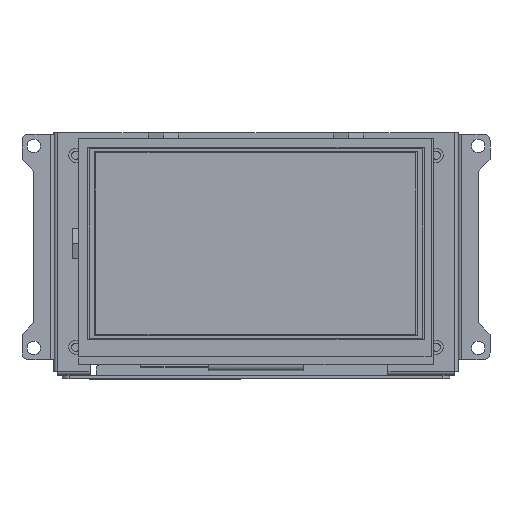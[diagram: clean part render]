
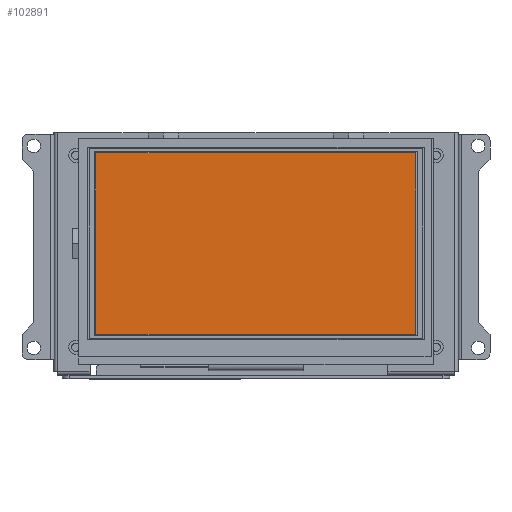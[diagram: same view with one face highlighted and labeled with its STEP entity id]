
A CAD part, top view. The second image highlights one B-rep face of the part: STEP entity #102891.
In plain terms, the highlighted planar face has unit normal (0, 0, 1).
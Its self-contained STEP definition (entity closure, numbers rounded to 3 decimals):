
#5013=FACE_OUTER_BOUND('',#10539,.T.);
#10539=EDGE_LOOP('',(#67443,#67444,#67445,#67446));
#16466=LINE('',#141543,#28996);
#16467=LINE('',#141545,#28997);
#16468=LINE('',#141547,#28998);
#16469=LINE('',#141548,#28999);
#28996=VECTOR('',#115301,10.);
#28997=VECTOR('',#115302,10.);
#28998=VECTOR('',#115303,10.);
#28999=VECTOR('',#115304,10.);
#41526=VERTEX_POINT('',#141541);
#41527=VERTEX_POINT('',#141542);
#41528=VERTEX_POINT('',#141544);
#41529=VERTEX_POINT('',#141546);
#51761=EDGE_CURVE('',#41526,#41527,#16466,.T.);
#51762=EDGE_CURVE('',#41527,#41528,#16467,.T.);
#51763=EDGE_CURVE('',#41528,#41529,#16468,.T.);
#51764=EDGE_CURVE('',#41529,#41526,#16469,.T.);
#67443=ORIENTED_EDGE('',*,*,#51761,.T.);
#67444=ORIENTED_EDGE('',*,*,#51762,.T.);
#67445=ORIENTED_EDGE('',*,*,#51763,.T.);
#67446=ORIENTED_EDGE('',*,*,#51764,.T.);
#98807=PLANE('',#108442);
#102891=ADVANCED_FACE('',(#5013),#98807,.T.);
#108442=AXIS2_PLACEMENT_3D('',#141540,#115299,#115300);
#115299=DIRECTION('center_axis',(0.,0.,1.));
#115300=DIRECTION('ref_axis',(1.,0.,0.));
#115301=DIRECTION('',(0.,1.,0.));
#115302=DIRECTION('',(-1.,0.,0.));
#115303=DIRECTION('',(0.,-1.,0.));
#115304=DIRECTION('',(1.,0.,0.));
#141540=CARTESIAN_POINT('Origin',(-0.05,-2.4,
4.06));
#141541=CARTESIAN_POINT('',(47.47,-26.956,4.06));
#141542=CARTESIAN_POINT('',(47.47,26.9,4.06));
#141543=CARTESIAN_POINT('',(47.47,-14.678,4.06));
#141544=CARTESIAN_POINT('',(-47.57,26.9,4.06));
#141545=CARTESIAN_POINT('',(23.71,26.9,4.06));
#141546=CARTESIAN_POINT('',(-47.57,-26.956,4.06));
#141547=CARTESIAN_POINT('',(-47.57,12.25,4.06));
#141548=CARTESIAN_POINT('',(-23.81,-26.956,4.06));
